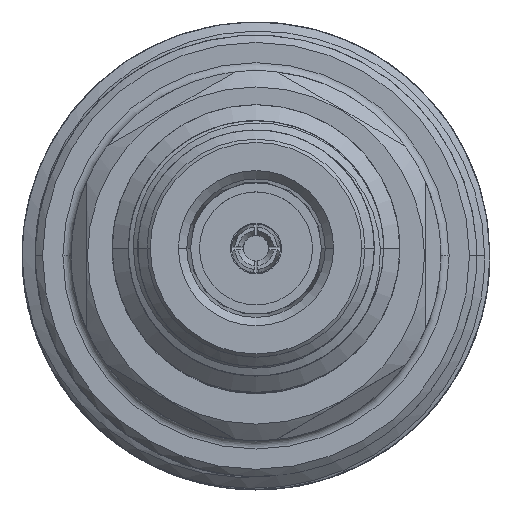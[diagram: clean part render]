
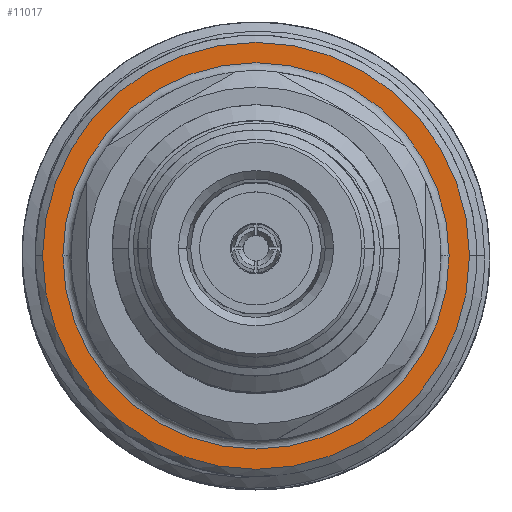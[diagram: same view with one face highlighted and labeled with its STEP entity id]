
A CAD part, top view. The second image highlights one B-rep face of the part: STEP entity #11017.
In plain terms, the highlighted face is planar.
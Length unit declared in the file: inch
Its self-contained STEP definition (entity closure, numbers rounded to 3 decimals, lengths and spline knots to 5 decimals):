
#517 = DIRECTION ( 'NONE',  ( 1., 0., 0. ) ) ;
#1350 = EDGE_CURVE ( 'NONE', #5672, #2833, #8948, .T. ) ;
#2266 = FACE_BOUND ( 'NONE', #7895, .T. ) ;
#2271 = AXIS2_PLACEMENT_3D ( 'NONE', #6890, #11999, #7080 ) ;
#2736 = CARTESIAN_POINT ( 'NONE',  ( 0.41616, 0., 0. ) ) ;
#2833 = VERTEX_POINT ( 'NONE', #10853 ) ;
#2889 = EDGE_CURVE ( 'NONE', #2833, #5672, #6623, .T. ) ;
#3596 = DIRECTION ( 'NONE',  ( 0., 0., 1. ) ) ;
#4214 = FACE_OUTER_BOUND ( 'NONE', #7842, .T. ) ;
#4488 = ORIENTED_EDGE ( 'NONE', *, *, #10622, .T. ) ;
#4731 = DIRECTION ( 'NONE',  ( 1., 0., 0. ) ) ;
#4834 = AXIS2_PLACEMENT_3D ( 'NONE', #6349, #11411, #6216 ) ;
#4978 = CARTESIAN_POINT ( 'NONE',  ( 0.41616, 0., 0.52087 ) ) ;
#5421 = EDGE_CURVE ( 'NONE', #9731, #10000, #10539, .T. ) ;
#5672 = VERTEX_POINT ( 'NONE', #8577 ) ;
#6216 = DIRECTION ( 'NONE',  ( 0., 0., 1. ) ) ;
#6276 = CIRCLE ( 'NONE', #10640, 0.52087 ) ;
#6349 = CARTESIAN_POINT ( 'NONE',  ( 0.41616, 0., 0. ) ) ;
#6623 = CIRCLE ( 'NONE', #2271, 0.47132 ) ;
#6890 = CARTESIAN_POINT ( 'NONE',  ( 0.41616, 0., 0. ) ) ;
#7080 = DIRECTION ( 'NONE',  ( 0., 0., 1. ) ) ;
#7143 = ORIENTED_EDGE ( 'NONE', *, *, #5421, .T. ) ;
#7842 = EDGE_LOOP ( 'NONE', ( #7143, #4488 ) ) ;
#7895 = EDGE_LOOP ( 'NONE', ( #12180, #10694 ) ) ;
#8577 = CARTESIAN_POINT ( 'NONE',  ( 0.41616, 0., -0.47132 ) ) ;
#8691 = DIRECTION ( 'NONE',  ( 0., 0., 1. ) ) ;
#8948 = CIRCLE ( 'NONE', #10610, 0.47132 ) ;
#9699 = CARTESIAN_POINT ( 'NONE',  ( 0.41616, 0., 0. ) ) ;
#9731 = VERTEX_POINT ( 'NONE', #4978 ) ;
#10000 = VERTEX_POINT ( 'NONE', #12163 ) ;
#10172 = DIRECTION ( 'NONE',  ( 0., 0., 1. ) ) ;
#10528 = AXIS2_PLACEMENT_3D ( 'NONE', #11389, #517, #10172 ) ;
#10539 = CIRCLE ( 'NONE', #10528, 0.52087 ) ;
#10610 = AXIS2_PLACEMENT_3D ( 'NONE', #9699, #12484, #3596 ) ;
#10622 = EDGE_CURVE ( 'NONE', #10000, #9731, #6276, .T. ) ;
#10640 = AXIS2_PLACEMENT_3D ( 'NONE', #2736, #4731, #8691 ) ;
#10694 = ORIENTED_EDGE ( 'NONE', *, *, #1350, .T. ) ;
#10853 = CARTESIAN_POINT ( 'NONE',  ( 0.41616, 0., 0.47132 ) ) ;
#11017 = ADVANCED_FACE ( 'NONE', ( #2266, #4214 ), #11155, .F. ) ;
#11155 = PLANE ( 'NONE',  #4834 ) ;
#11389 = CARTESIAN_POINT ( 'NONE',  ( 0.41616, 0., 0. ) ) ;
#11411 = DIRECTION ( 'NONE',  ( -1., 0., 0. ) ) ;
#11999 = DIRECTION ( 'NONE',  ( -1., 0., 0. ) ) ;
#12163 = CARTESIAN_POINT ( 'NONE',  ( 0.41616, 0., -0.52087 ) ) ;
#12180 = ORIENTED_EDGE ( 'NONE', *, *, #2889, .T. ) ;
#12484 = DIRECTION ( 'NONE',  ( -1., 0., 0. ) ) ;
